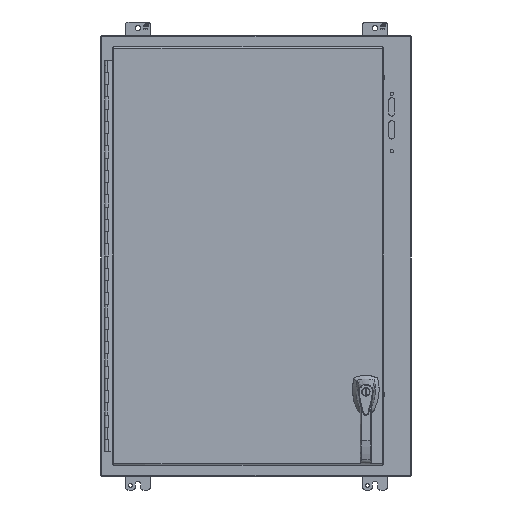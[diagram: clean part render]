
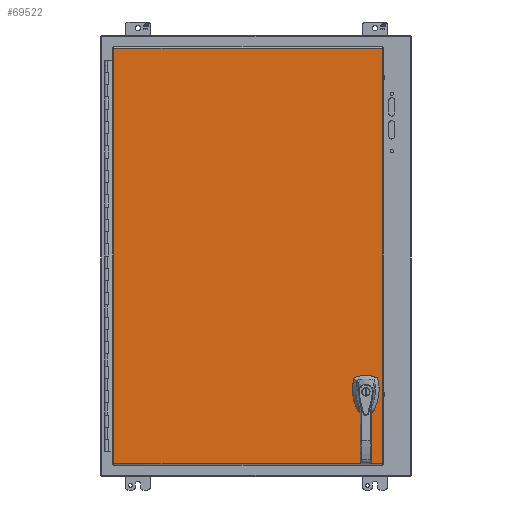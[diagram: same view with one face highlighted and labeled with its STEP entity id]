
A CAD part, front view. The second image highlights one B-rep face of the part: STEP entity #69522.
In plain terms, the highlighted planar face has unit normal (0, -1, 0).
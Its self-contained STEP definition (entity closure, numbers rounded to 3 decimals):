
#398 = EDGE_CURVE ( 'NONE', #72238, #22554, #63457, .T. ) ;
#695 = LINE ( 'NONE', #69172, #66448 ) ;
#1157 = PLANE ( 'NONE',  #11663 ) ;
#1509 = VECTOR ( 'NONE', #40567, 1000. ) ;
#2223 = VERTEX_POINT ( 'NONE', #30607 ) ;
#3171 = CARTESIAN_POINT ( 'NONE',  ( 217.881, -276.228, -287.209 ) ) ;
#4310 = ORIENTED_EDGE ( 'NONE', *, *, #398, .T. ) ;
#6975 = CARTESIAN_POINT ( 'NONE',  ( -294.78, -276.228, -434.188 ) ) ;
#8451 = ORIENTED_EDGE ( 'NONE', *, *, #68963, .F. ) ;
#8752 = ORIENTED_EDGE ( 'NONE', *, *, #46755, .T. ) ;
#9125 = CARTESIAN_POINT ( 'NONE',  ( -294.78, -276.228, -431.444 ) ) ;
#10093 = AXIS2_PLACEMENT_3D ( 'NONE', #12065, #37314, #69156 ) ;
#10387 = LINE ( 'NONE', #41374, #56808 ) ;
#10419 = EDGE_CURVE ( 'NONE', #70773, #17392, #67535, .T. ) ;
#11411 = EDGE_CURVE ( 'NONE', #49829, #64497, #695, .T. ) ;
#11663 = AXIS2_PLACEMENT_3D ( 'NONE', #46747, #45564, #20646 ) ;
#11741 = VECTOR ( 'NONE', #13716, 1000. ) ;
#12065 = CARTESIAN_POINT ( 'NONE',  ( 227.927, -276.228, -282.169 ) ) ;
#12426 = VERTEX_POINT ( 'NONE', #67115 ) ;
#12449 = CIRCLE ( 'NONE', #41133, 11.24 ) ;
#13046 = LINE ( 'NONE', #60835, #36667 ) ;
#13480 = ORIENTED_EDGE ( 'NONE', *, *, #21794, .T. ) ;
#13554 = CIRCLE ( 'NONE', #42261, 11.24 ) ;
#13716 = DIRECTION ( 'NONE',  ( 0., 0., 1. ) ) ;
#14940 = CIRCLE ( 'NONE', #60557, 4.242 ) ;
#16217 = DIRECTION ( 'NONE',  ( -1., 0., 0. ) ) ;
#16771 = VERTEX_POINT ( 'NONE', #75524 ) ;
#17392 = VERTEX_POINT ( 'NONE', #27846 ) ;
#17545 = DIRECTION ( 'NONE',  ( 0., 0., 1. ) ) ;
#17583 = ORIENTED_EDGE ( 'NONE', *, *, #10419, .T. ) ;
#17875 = EDGE_LOOP ( 'NONE', ( #8752 ) ) ;
#18178 = ORIENTED_EDGE ( 'NONE', *, *, #79526, .T. ) ;
#19087 = ORIENTED_EDGE ( 'NONE', *, *, #22260, .T. ) ;
#19537 = CARTESIAN_POINT ( 'NONE',  ( 237.973, -276.228, -287.209 ) ) ;
#19973 = CARTESIAN_POINT ( 'NONE',  ( 227.927, -276.228, -282.169 ) ) ;
#20646 = DIRECTION ( 'NONE',  ( 0., 0., -1. ) ) ;
#21462 = ORIENTED_EDGE ( 'NONE', *, *, #60639, .T. ) ;
#21794 = EDGE_CURVE ( 'NONE', #46617, #28763, #78842, .T. ) ;
#22260 = EDGE_CURVE ( 'NONE', #64497, #46617, #13046, .T. ) ;
#22554 = VERTEX_POINT ( 'NONE', #56605 ) ;
#22973 = CARTESIAN_POINT ( 'NONE',  ( -297.523, -276.228, 431.444 ) ) ;
#24989 = DIRECTION ( 'NONE',  ( 0., 1., 0. ) ) ;
#25169 = DIRECTION ( 'NONE',  ( 0., 1., 0. ) ) ;
#27473 = ORIENTED_EDGE ( 'NONE', *, *, #77161, .T. ) ;
#27846 = CARTESIAN_POINT ( 'NONE',  ( 232.968, -276.228, -292.214 ) ) ;
#28112 = VECTOR ( 'NONE', #73432, 1000. ) ;
#28425 = EDGE_CURVE ( 'NONE', #72238, #73286, #59494, .T. ) ;
#28763 = VERTEX_POINT ( 'NONE', #60823 ) ;
#30607 = CARTESIAN_POINT ( 'NONE',  ( 217.881, -276.228, -277.128 ) ) ;
#32483 = CARTESIAN_POINT ( 'NONE',  ( 237.973, -276.228, -277.128 ) ) ;
#32907 = EDGE_CURVE ( 'NONE', #70773, #22554, #69617, .T. ) ;
#36447 = DIRECTION ( 'NONE',  ( 0., 1., 0. ) ) ;
#36667 = VECTOR ( 'NONE', #17545, 1000. ) ;
#37314 = DIRECTION ( 'NONE',  ( 0., 1., 0. ) ) ;
#40567 = DIRECTION ( 'NONE',  ( -1., 0., 0. ) ) ;
#40577 = ORIENTED_EDGE ( 'NONE', *, *, #32907, .F. ) ;
#41133 = AXIS2_PLACEMENT_3D ( 'NONE', #55366, #25169, #56581 ) ;
#41374 = CARTESIAN_POINT ( 'NONE',  ( 232.968, -276.228, -292.214 ) ) ;
#42173 = CARTESIAN_POINT ( 'NONE',  ( 232.968, -276.228, -272.123 ) ) ;
#42261 = AXIS2_PLACEMENT_3D ( 'NONE', #19973, #36447, #49099 ) ;
#44656 = DIRECTION ( 'NONE',  ( 0., 0., -1. ) ) ;
#45564 = DIRECTION ( 'NONE',  ( 0., -1., 0. ) ) ;
#45819 = ORIENTED_EDGE ( 'NONE', *, *, #47934, .F. ) ;
#46617 = VERTEX_POINT ( 'NONE', #76846 ) ;
#46747 = CARTESIAN_POINT ( 'NONE',  ( -297.523, -276.228, -434.188 ) ) ;
#46755 = EDGE_CURVE ( 'NONE', #12426, #12426, #14940, .T. ) ;
#47219 = CARTESIAN_POINT ( 'NONE',  ( 222.886, -276.228, -272.123 ) ) ;
#47934 = EDGE_CURVE ( 'NONE', #16771, #17392, #10387, .T. ) ;
#49099 = DIRECTION ( 'NONE',  ( 0., 0., -1. ) ) ;
#49262 = FACE_BOUND ( 'NONE', #61173, .T. ) ;
#49289 = AXIS2_PLACEMENT_3D ( 'NONE', #76435, #57754, #64255 ) ;
#49829 = VERTEX_POINT ( 'NONE', #9125 ) ;
#53438 = VERTEX_POINT ( 'NONE', #3171 ) ;
#55188 = DIRECTION ( 'NONE',  ( 0., 0., -1. ) ) ;
#55366 = CARTESIAN_POINT ( 'NONE',  ( 227.927, -276.228, -282.169 ) ) ;
#56522 = DIRECTION ( 'NONE',  ( 1., 0., 0. ) ) ;
#56581 = DIRECTION ( 'NONE',  ( 0., 0., -1. ) ) ;
#56605 = CARTESIAN_POINT ( 'NONE',  ( 237.973, -276.228, -277.128 ) ) ;
#56808 = VECTOR ( 'NONE', #78466, 1000. ) ;
#57311 = LINE ( 'NONE', #64642, #62454 ) ;
#57754 = DIRECTION ( 'NONE',  ( 0., 1., 0. ) ) ;
#59494 = LINE ( 'NONE', #47219, #80603 ) ;
#60557 = AXIS2_PLACEMENT_3D ( 'NONE', #67444, #24989, #55188 ) ;
#60639 = EDGE_CURVE ( 'NONE', #2223, #73286, #12449, .T. ) ;
#60823 = CARTESIAN_POINT ( 'NONE',  ( -294.78, -276.228, 431.444 ) ) ;
#60835 = CARTESIAN_POINT ( 'NONE',  ( 261.709, -276.228, -434.188 ) ) ;
#60848 = CARTESIAN_POINT ( 'NONE',  ( 261.709, -276.228, -431.444 ) ) ;
#61173 = EDGE_LOOP ( 'NONE', ( #45819, #27473, #8451, #21462, #68577, #4310, #40577, #17583 ) ) ;
#62454 = VECTOR ( 'NONE', #44656, 1000. ) ;
#62736 = FACE_OUTER_BOUND ( 'NONE', #65586, .T. ) ;
#62824 = LINE ( 'NONE', #6975, #28112 ) ;
#63367 = CARTESIAN_POINT ( 'NONE',  ( 222.886, -276.228, -272.123 ) ) ;
#63457 = CIRCLE ( 'NONE', #10093, 11.24 ) ;
#64255 = DIRECTION ( 'NONE',  ( 0., 0., -1. ) ) ;
#64497 = VERTEX_POINT ( 'NONE', #60848 ) ;
#64642 = CARTESIAN_POINT ( 'NONE',  ( 217.881, -276.228, -287.209 ) ) ;
#65586 = EDGE_LOOP ( 'NONE', ( #19087, #13480, #18178, #78400 ) ) ;
#66448 = VECTOR ( 'NONE', #56522, 1000. ) ;
#67115 = CARTESIAN_POINT ( 'NONE',  ( 227.927, -276.228, -320.396 ) ) ;
#67444 = CARTESIAN_POINT ( 'NONE',  ( 227.927, -276.228, -316.154 ) ) ;
#67535 = CIRCLE ( 'NONE', #49289, 11.24 ) ;
#68577 = ORIENTED_EDGE ( 'NONE', *, *, #28425, .F. ) ;
#68963 = EDGE_CURVE ( 'NONE', #2223, #53438, #57311, .T. ) ;
#69156 = DIRECTION ( 'NONE',  ( 0., 0., -1. ) ) ;
#69172 = CARTESIAN_POINT ( 'NONE',  ( -297.523, -276.228, -431.444 ) ) ;
#69522 = ADVANCED_FACE ( 'NONE', ( #49262, #62736, #74523 ), #1157, .T. ) ;
#69617 = LINE ( 'NONE', #32483, #11741 ) ;
#70773 = VERTEX_POINT ( 'NONE', #19537 ) ;
#72238 = VERTEX_POINT ( 'NONE', #42173 ) ;
#73286 = VERTEX_POINT ( 'NONE', #63367 ) ;
#73432 = DIRECTION ( 'NONE',  ( 0., 0., -1. ) ) ;
#74523 = FACE_BOUND ( 'NONE', #17875, .T. ) ;
#75524 = CARTESIAN_POINT ( 'NONE',  ( 222.886, -276.228, -292.214 ) ) ;
#76435 = CARTESIAN_POINT ( 'NONE',  ( 227.927, -276.228, -282.169 ) ) ;
#76846 = CARTESIAN_POINT ( 'NONE',  ( 261.709, -276.228, 431.444 ) ) ;
#77161 = EDGE_CURVE ( 'NONE', #16771, #53438, #13554, .T. ) ;
#78400 = ORIENTED_EDGE ( 'NONE', *, *, #11411, .T. ) ;
#78466 = DIRECTION ( 'NONE',  ( 1., 0., 0. ) ) ;
#78842 = LINE ( 'NONE', #22973, #1509 ) ;
#79526 = EDGE_CURVE ( 'NONE', #28763, #49829, #62824, .T. ) ;
#80603 = VECTOR ( 'NONE', #16217, 1000. ) ;
